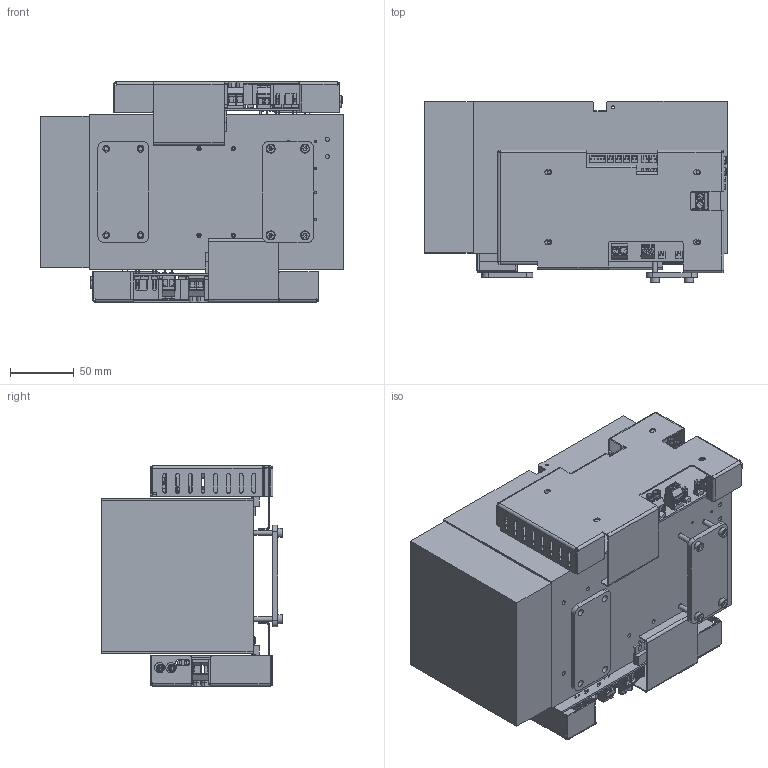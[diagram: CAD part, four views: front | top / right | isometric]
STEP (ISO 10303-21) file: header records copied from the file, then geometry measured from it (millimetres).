
FILE_DESCRIPTION (( 'STEP AP203' ), '1' );
FILE_NAME ('CCM_moyen-LA17_200-2cartes.STEP', '2023-07-12T07:46:04', ( '' ), ( '' ), 'SwSTEP 2.0', 'SolidWorks 2021', '' );
FILE_SCHEMA (( 'CONFIG_CONTROL_DESIGN' ));
Length unit declared in the file: millimetre
Products named in the file (1): CCM_moyen-LA17_200-2cartes
Bounding box: 238 x 143 x 174.09 mm (x, y, z)
Surface area: 858130.1 mm2 (no closed solid volume)
Topology: 0 solids, 160 shells, 1415 faces, 5271 edges, 3933 vertices
Faces by surface type: plane 1081, cylinder 276, torus 32, cone 14, sphere 10, bspline 2
Full cylindrical faces by diameter (mm): 1.6 x5, 2.5 x4, 3.3 x17, 4 x4, 5.3 x4, 7 x4, 8 x4
Entity records: 57662 total; most frequent: CARTESIAN_POINT 13848, DIRECTION 8719, ORIENTED_EDGE 7770, EDGE_CURVE 5211, VECTOR 4139, LINE 4139, VERTEX_POINT 3921, AXIS2_PLACEMENT_3D 2290
